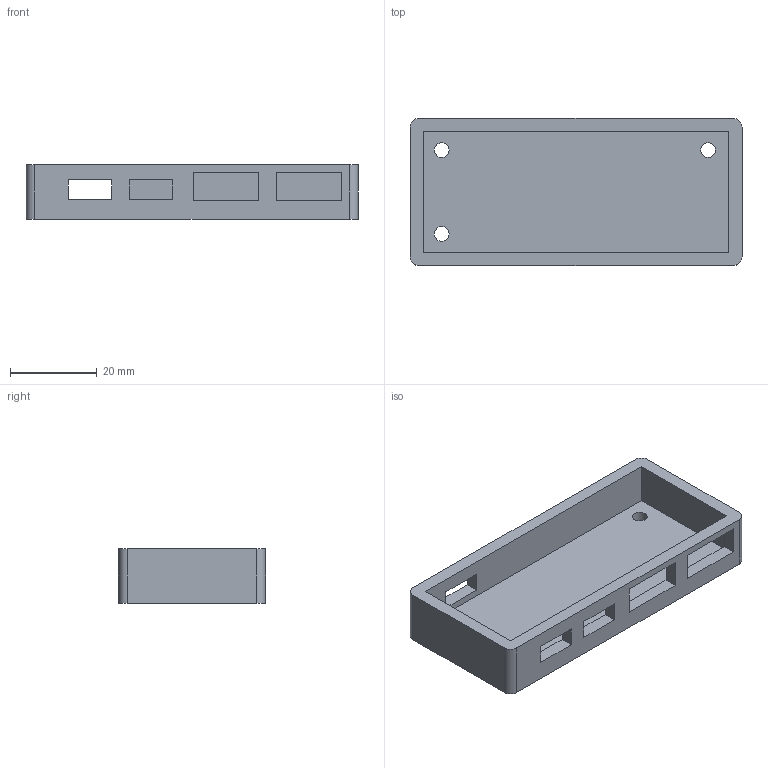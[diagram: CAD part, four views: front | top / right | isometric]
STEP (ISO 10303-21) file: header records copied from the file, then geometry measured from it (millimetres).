
FILE_DESCRIPTION(/* description */ (''),/* implementation_level */ '2;1');
FILE_NAME(/* name */ 'Bottom.step',/* time_stamp */ '2025-07-21T18:38:40-07:00',/* author */ (''),/* organization */ (''),/* preprocessor_version */ 'ST-DEVELOPER v20.1',/* originating_system */ 'Autodesk Translation Framework v14.10.0.0',/* authorisation */ '');
FILE_SCHEMA (('AUTOMOTIVE_DESIGN { 1 0 10303 214 3 1 1 }'));
Length unit declared in the file: millimetre
Products named in the file (1): 2025-07-21-18-25-01-005
Bounding box: 76.58 x 33.91 x 12.6 mm (x, y, z)
Volume: 12693.6 mm3; surface area: 9719.1 mm2
Topology: 1 solids, 1 shells, 38 faces, 105 edges, 70 vertices
Faces by surface type: plane 31, cylinder 7
Full cylindrical faces by diameter (mm): 3.4 x3
Entity records: 1268 total; most frequent: CARTESIAN_POINT 214, ORIENTED_EDGE 210, DIRECTION 197, EDGE_CURVE 105, LINE 91, VECTOR 91, VERTEX_POINT 70, EDGE_LOOP 55
